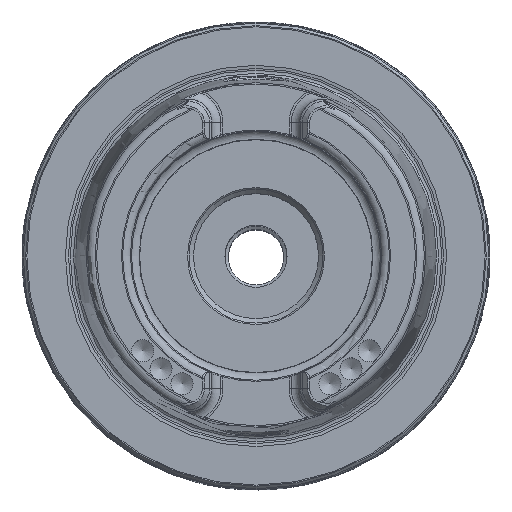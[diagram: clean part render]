
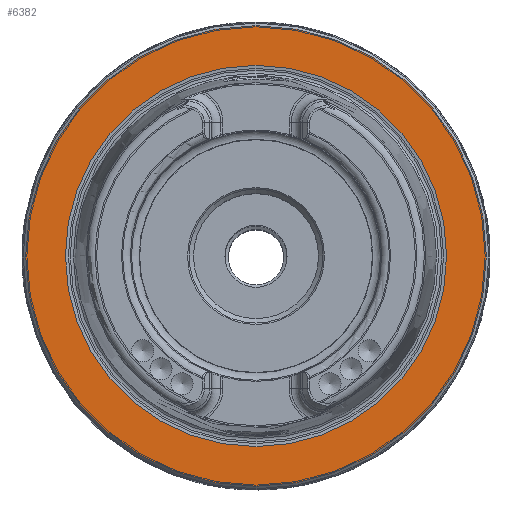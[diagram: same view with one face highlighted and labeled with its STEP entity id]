
A CAD part, top view. The second image highlights one B-rep face of the part: STEP entity #6382.
In plain terms, the highlighted planar face has unit normal (0, 0, 1).
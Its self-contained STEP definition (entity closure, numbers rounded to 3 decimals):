
#601=PLANE('',#6881);
#1655=ORIENTED_EDGE('',*,*,#2395,.T.);
#1656=ORIENTED_EDGE('',*,*,#2392,.F.);
#2392=EDGE_CURVE('',#2874,#2874,#3180,.T.);
#2395=EDGE_CURVE('',#2877,#2877,#3183,.T.);
#2874=VERTEX_POINT('',#9914);
#2877=VERTEX_POINT('',#9923);
#3180=CIRCLE('',#6876,25.782);
#3183=CIRCLE('',#6882,31.15);
#3568=EDGE_LOOP('',(#1655));
#3569=EDGE_LOOP('',(#1656));
#4004=FACE_BOUND('',#3568,.T.);
#4005=FACE_BOUND('',#3569,.T.);
#6382=ADVANCED_FACE('',(#4004,#4005),#601,.T.);
#6876=AXIS2_PLACEMENT_3D('',#9913,#7959,#7960);
#6881=AXIS2_PLACEMENT_3D('',#9921,#7969,#7970);
#6882=AXIS2_PLACEMENT_3D('',#9922,#7971,#7972);
#7959=DIRECTION('',(0.,0.,1.));
#7960=DIRECTION('',(1.,0.,0.));
#7969=DIRECTION('',(0.,0.,1.));
#7970=DIRECTION('',(1.,0.,0.));
#7971=DIRECTION('',(0.,0.,1.));
#7972=DIRECTION('',(1.,0.,0.));
#9913=CARTESIAN_POINT('',(0.,0.,0.2));
#9914=CARTESIAN_POINT('',(25.782,0.,0.2));
#9921=CARTESIAN_POINT('',(25.782,0.,0.2));
#9922=CARTESIAN_POINT('',(0.,0.,0.2));
#9923=CARTESIAN_POINT('',(31.15,0.,0.2));
